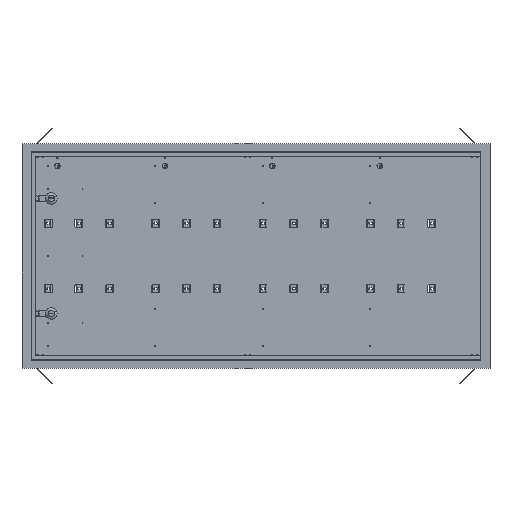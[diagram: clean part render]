
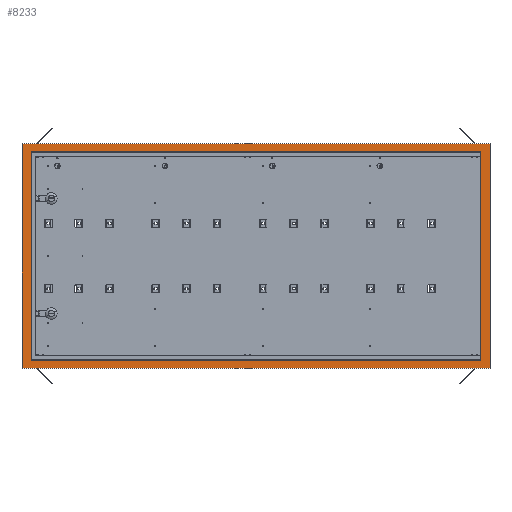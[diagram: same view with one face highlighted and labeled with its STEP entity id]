
A CAD part, top view. The second image highlights one B-rep face of the part: STEP entity #8233.
In plain terms, the highlighted planar face has unit normal (0, 0, 1).
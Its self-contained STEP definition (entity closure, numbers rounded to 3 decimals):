
#7912=CARTESIAN_POINT('Vertex',(-450.,-116.,140.2)) ;
#7926=CARTESIAN_POINT('Vertex',(770.,-116.,140.2)) ;
#7929=CARTESIAN_POINT('Line Origine',(160.,-116.,140.2)) ;
#7952=CARTESIAN_POINT('Vertex',(-450.,470.,140.2)) ;
#7960=CARTESIAN_POINT('Line Origine',(-450.,177.,140.2)) ;
#7988=CARTESIAN_POINT('Vertex',(770.,470.,140.2)) ;
#7991=CARTESIAN_POINT('Line Origine',(770.,177.,140.2)) ;
#8013=CARTESIAN_POINT('Line Origine',(160.,470.,140.2)) ;
#8188=CARTESIAN_POINT('Axis2P3D Location',(160.,177.,140.2)) ;
#8199=CARTESIAN_POINT('Line Origine',(746.,177.,140.2)) ;
#8203=CARTESIAN_POINT('Vertex',(746.,448.5,140.2)) ;
#8205=CARTESIAN_POINT('Vertex',(746.,-94.5,140.2)) ;
#8208=CARTESIAN_POINT('Line Origine',(160.,-94.5,140.2)) ;
#8212=CARTESIAN_POINT('Vertex',(-426.,-94.5,140.2)) ;
#8215=CARTESIAN_POINT('Line Origine',(-426.,177.,140.2)) ;
#8219=CARTESIAN_POINT('Vertex',(-426.,448.5,140.2)) ;
#8222=CARTESIAN_POINT('Line Origine',(160.,448.5,140.2)) ;
#7931=VECTOR('Line Direction',#7930,1.) ;
#7962=VECTOR('Line Direction',#7961,1.) ;
#7993=VECTOR('Line Direction',#7992,1.) ;
#8015=VECTOR('Line Direction',#8014,1.) ;
#8201=VECTOR('Line Direction',#8200,1.) ;
#8210=VECTOR('Line Direction',#8209,1.) ;
#8217=VECTOR('Line Direction',#8216,1.) ;
#8224=VECTOR('Line Direction',#8223,1.) ;
#7930=DIRECTION('Vector Direction',(1.,0.,0.)) ;
#7961=DIRECTION('Vector Direction',(0.,1.,0.)) ;
#7992=DIRECTION('Vector Direction',(0.,1.,0.)) ;
#8014=DIRECTION('Vector Direction',(-1.,0.,0.)) ;
#8189=DIRECTION('Axis2P3D Direction',(0.,-0.,1.)) ;
#8190=DIRECTION('Axis2P3D XDirection',(0.,1.,0.)) ;
#8200=DIRECTION('Vector Direction',(0.,-1.,0.)) ;
#8209=DIRECTION('Vector Direction',(1.,0.,0.)) ;
#8216=DIRECTION('Vector Direction',(0.,1.,0.)) ;
#8223=DIRECTION('Vector Direction',(-1.,0.,0.)) ;
#8191=AXIS2_PLACEMENT_3D('Plane Axis2P3D',#8188,#8189,#8190) ;
#7932=LINE('Line',#7929,#7931) ;
#7963=LINE('Line',#7960,#7962) ;
#7994=LINE('Line',#7991,#7993) ;
#8016=LINE('Line',#8013,#8015) ;
#8202=LINE('Line',#8199,#8201) ;
#8211=LINE('Line',#8208,#8210) ;
#8218=LINE('Line',#8215,#8217) ;
#8225=LINE('Line',#8222,#8224) ;
#8192=PLANE('',#8191) ;
#8232=FACE_BOUND('',#8227,.T.) ;
#7933=EDGE_CURVE('',#7913,#7927,#7932,.T.) ;
#7964=EDGE_CURVE('',#7953,#7913,#7963,.F.) ;
#7995=EDGE_CURVE('',#7927,#7989,#7994,.T.) ;
#8017=EDGE_CURVE('',#7989,#7953,#8016,.T.) ;
#8207=EDGE_CURVE('',#8204,#8206,#8202,.T.) ;
#8214=EDGE_CURVE('',#8206,#8213,#8211,.F.) ;
#8221=EDGE_CURVE('',#8213,#8220,#8218,.T.) ;
#8226=EDGE_CURVE('',#8220,#8204,#8225,.F.) ;
#8194=ORIENTED_EDGE('',*,*,#7964,.T.) ;
#8195=ORIENTED_EDGE('',*,*,#7933,.T.) ;
#8196=ORIENTED_EDGE('',*,*,#7995,.T.) ;
#8197=ORIENTED_EDGE('',*,*,#8017,.T.) ;
#8228=ORIENTED_EDGE('',*,*,#8207,.T.) ;
#8229=ORIENTED_EDGE('',*,*,#8214,.T.) ;
#8230=ORIENTED_EDGE('',*,*,#8221,.T.) ;
#8231=ORIENTED_EDGE('',*,*,#8226,.T.) ;
#8193=EDGE_LOOP('',(#8194,#8195,#8196,#8197)) ;
#8227=EDGE_LOOP('',(#8228,#8229,#8230,#8231)) ;
#7913=VERTEX_POINT('',#7912) ;
#7927=VERTEX_POINT('',#7926) ;
#7953=VERTEX_POINT('',#7952) ;
#7989=VERTEX_POINT('',#7988) ;
#8204=VERTEX_POINT('',#8203) ;
#8206=VERTEX_POINT('',#8205) ;
#8213=VERTEX_POINT('',#8212) ;
#8220=VERTEX_POINT('',#8219) ;
#8233=ADVANCED_FACE('SERRATURA.1\\Part3.1\\PartBody',(#8198,#8232),#8192,.T.) ;
#8198=FACE_OUTER_BOUND('',#8193,.T.) ;
